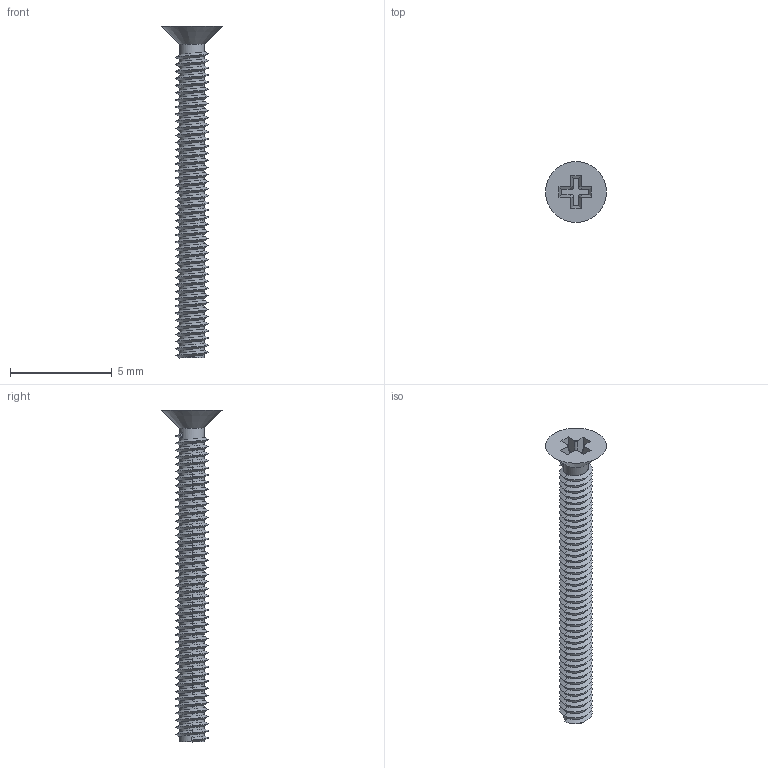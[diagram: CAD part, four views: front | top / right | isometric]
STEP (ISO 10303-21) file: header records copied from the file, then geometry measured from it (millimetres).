
FILE_DESCRIPTION(('FreeCAD Model'),'2;1');
FILE_NAME('Open CASCADE Shape Model','2023-12-19T10:48:50',('FreeCAD'),( 'FreeCAD'),'Open CASCADE STEP processor 7.6','FreeCAD','Unknown');
FILE_SCHEMA(('AUTOMOTIVE_DESIGN { 1 0 10303 214 1 1 1 1 }'));
Length unit declared in the file: millimetre
Products named in the file (1): Open CASCADE STEP translator 7.6 1
Bounding box: 3 x 3 x 16.35 mm (x, y, z)
Volume: 24.5 mm3; surface area: 127.2 mm2
Topology: 1 solids, 1 shells, 237 faces, 486 edges, 252 vertices
Faces by surface type: bspline 188, cylinder 43, plane 5, cone 1
Full cylindrical faces by diameter (mm): 1.221 x43
Entity records: 33024 total; most frequent: CARTESIAN_POINT 29563, ORIENTED_EDGE 972, EDGE_CURVE 486, B_SPLINE_CURVE_WITH_KNOTS 410, VERTEX_POINT 252, FACE_BOUND 238, EDGE_LOOP 238, ADVANCED_FACE 237
